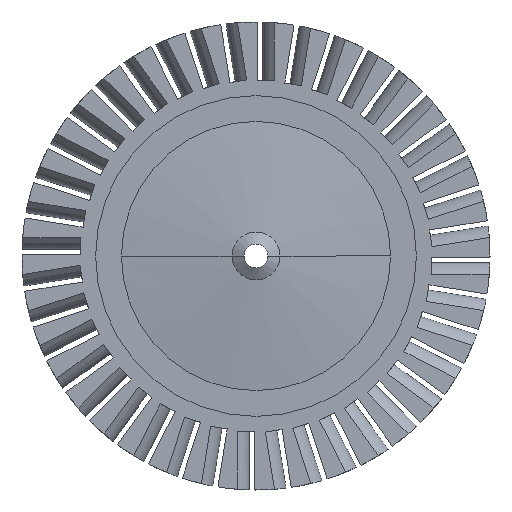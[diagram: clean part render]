
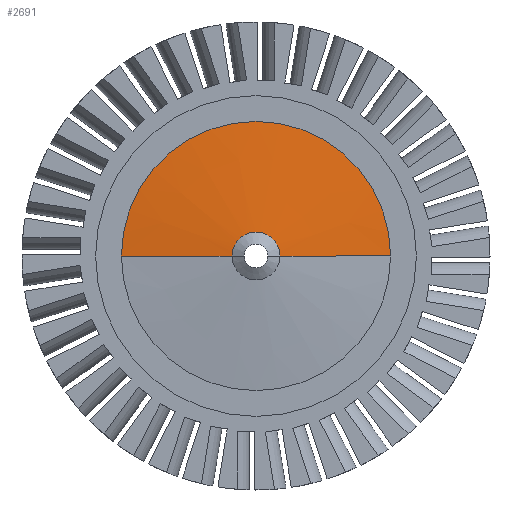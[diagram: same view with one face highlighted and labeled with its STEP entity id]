
A CAD part, front view. The second image highlights one B-rep face of the part: STEP entity #2691.
In plain terms, the highlighted conical face has half-angle 84.213 degrees and reference radius 57.15 mm.
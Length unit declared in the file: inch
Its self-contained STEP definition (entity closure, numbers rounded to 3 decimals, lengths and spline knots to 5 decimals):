
#255 = CARTESIAN_POINT ( 'NONE',  ( 0., -0.1875, 0. ) ) ;
#515 = VERTEX_POINT ( 'NONE', #13721 ) ;
#733 = CARTESIAN_POINT ( 'NONE',  ( -2.25, -0.1875, 0. ) ) ;
#1323 = CARTESIAN_POINT ( 'NONE',  ( 2.25, -0.1875, 0. ) ) ;
#1652 = AXIS2_PLACEMENT_3D ( 'NONE', #8490, #13658, #6556 ) ;
#2197 = DIRECTION ( 'NONE',  ( -0.995, 0.101, 0. ) ) ;
#2206 = DIRECTION ( 'NONE',  ( 0., 1., 0. ) ) ;
#2273 = LINE ( 'NONE', #7428, #7026 ) ;
#2326 = DIRECTION ( 'NONE',  ( -1., 0., 0. ) ) ;
#2589 = EDGE_LOOP ( 'NONE', ( #2797, #14344, #12676, #20099 ) ) ;
#2691 = ADVANCED_FACE ( 'NONE', ( #15975 ), #5676, .T. ) ;
#2797 = ORIENTED_EDGE ( 'NONE', *, *, #18922, .F. ) ;
#2836 = EDGE_CURVE ( 'NONE', #4697, #5877, #22537, .T. ) ;
#3320 = CARTESIAN_POINT ( 'NONE',  ( 0., -0.375, 0. ) ) ;
#3662 = DIRECTION ( 'NONE',  ( 0., -1., 0. ) ) ;
#3994 = CIRCLE ( 'NONE', #16814, 0.4 ) ;
#4697 = VERTEX_POINT ( 'NONE', #1323 ) ;
#5603 = VECTOR ( 'NONE', #2197, 39.37008 ) ;
#5604 = DIRECTION ( 'NONE',  ( 0.995, 0.101, 0. ) ) ;
#5676 = CONICAL_SURFACE ( 'NONE', #18511, 2.25, 1.47 ) ;
#5877 = VERTEX_POINT ( 'NONE', #733 ) ;
#6556 = DIRECTION ( 'NONE',  ( 1., 0., 0. ) ) ;
#6662 = DIRECTION ( 'NONE',  ( 1., 0., 0. ) ) ;
#7026 = VECTOR ( 'NONE', #5604, 39.37008 ) ;
#7428 = CARTESIAN_POINT ( 'NONE',  ( 2.25, -0.1875, 0. ) ) ;
#8490 = CARTESIAN_POINT ( 'NONE',  ( 0., -0.1875, 0. ) ) ;
#9195 = LINE ( 'NONE', #21927, #5603 ) ;
#9719 = EDGE_CURVE ( 'NONE', #10856, #4697, #2273, .T. ) ;
#10856 = VERTEX_POINT ( 'NONE', #12532 ) ;
#12416 = EDGE_CURVE ( 'NONE', #515, #5877, #9195, .T. ) ;
#12532 = CARTESIAN_POINT ( 'NONE',  ( 0.4, -0.375, 0. ) ) ;
#12676 = ORIENTED_EDGE ( 'NONE', *, *, #2836, .T. ) ;
#13658 = DIRECTION ( 'NONE',  ( 0., -1., 0. ) ) ;
#13721 = CARTESIAN_POINT ( 'NONE',  ( -0.4, -0.375, 0. ) ) ;
#14344 = ORIENTED_EDGE ( 'NONE', *, *, #9719, .T. ) ;
#15975 = FACE_OUTER_BOUND ( 'NONE', #2589, .T. ) ;
#16814 = AXIS2_PLACEMENT_3D ( 'NONE', #3320, #3662, #6662 ) ;
#18511 = AXIS2_PLACEMENT_3D ( 'NONE', #255, #2206, #2326 ) ;
#18922 = EDGE_CURVE ( 'NONE', #10856, #515, #3994, .T. ) ;
#20099 = ORIENTED_EDGE ( 'NONE', *, *, #12416, .F. ) ;
#21927 = CARTESIAN_POINT ( 'NONE',  ( -2.25, -0.1875, 0. ) ) ;
#22537 = CIRCLE ( 'NONE', #1652, 2.25 ) ;
